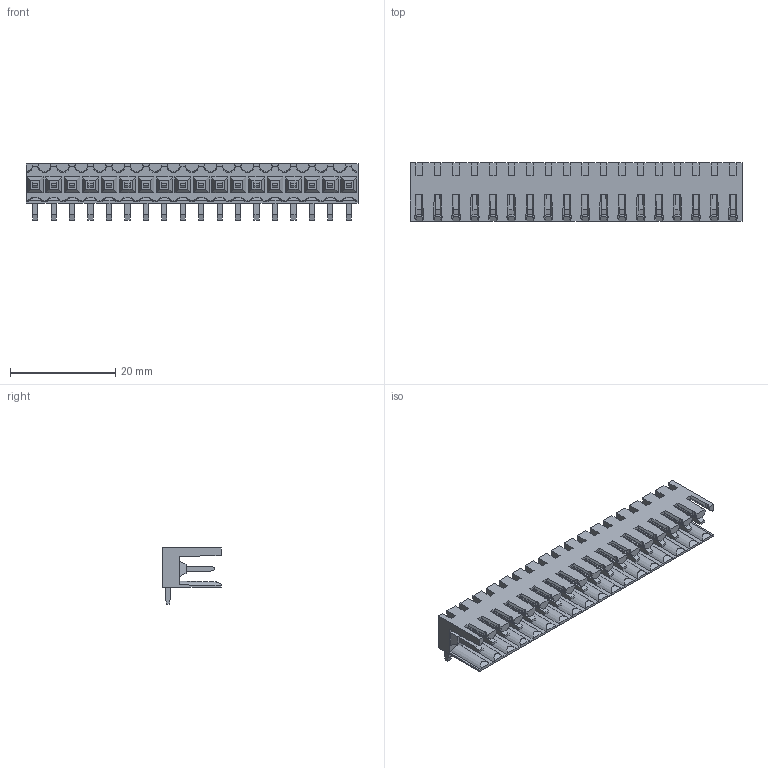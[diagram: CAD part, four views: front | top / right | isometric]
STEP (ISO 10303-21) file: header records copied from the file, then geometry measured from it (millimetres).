
FILE_DESCRIPTION(('CATIA V5 STEP Exchange','CAx-IF Rec.Pracs.--- Model Styling and Organization---1.2---2011-12-15'),'2;1');
FILE_NAME ('D1453602_0_1619000000_1619000000.stp','2018-10-10T04:54:05+00:00',('none'),('Weidmueller'),'CATIA Version 5-6 Release 2014','CATIA V5 STEP AP214','none');
FILE_SCHEMA(('AUTOMOTIVE_DESIGN { 1 0 10303 214 1 1 1 1 }'));
Length unit declared in the file: millimetre
Products named in the file (1): 1619000000
Bounding box: 63 x 11.05 x 10.65 mm (x, y, z)
Volume: 2276 mm3; surface area: 5415.6 mm2
Topology: 19 solids, 19 shells, 1108 faces, 3274 edges, 2204 vertices
Faces by surface type: plane 910, cylinder 144, cone 54
Entity records: 34204 total; most frequent: CARTESIAN_POINT 7752, ORIENTED_EDGE 6548, DIRECTION 3833, EDGE_CURVE 3274, VECTOR 2293, LINE 2293, VERTEX_POINT 2204, EDGE_LOOP 1144
